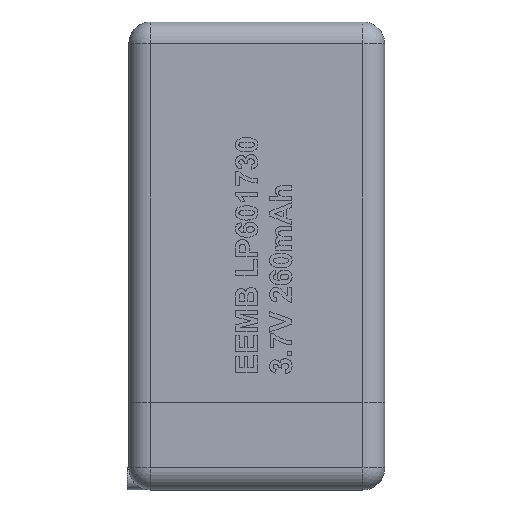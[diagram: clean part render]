
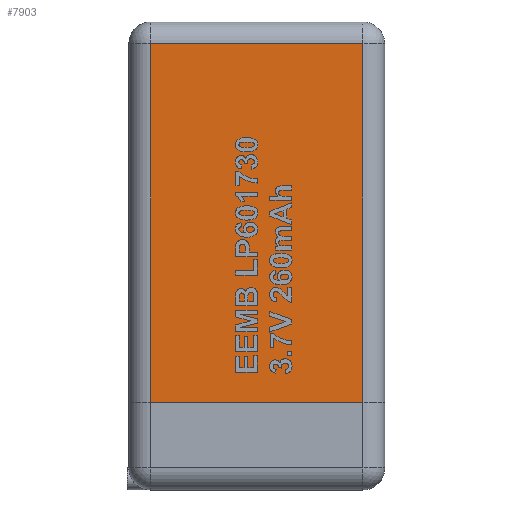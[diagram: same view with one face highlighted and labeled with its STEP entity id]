
A CAD part, top view. The second image highlights one B-rep face of the part: STEP entity #7903.
In plain terms, the highlighted planar face has unit normal (0, 0, 1).
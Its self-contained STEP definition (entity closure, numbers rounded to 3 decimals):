
#862=PLANE('',#8448);
#1052=LINE('',#9894,#1731);
#1060=LINE('',#9923,#1739);
#1063=LINE('',#9930,#1742);
#1066=LINE('',#9938,#1745);
#1731=VECTOR('',#8704,10.);
#1739=VECTOR('',#8738,10.);
#1742=VECTOR('',#8745,10.);
#1745=VECTOR('',#8754,10.);
#2438=FACE_OUTER_BOUND('',#2905,.T.);
#2905=EDGE_LOOP('',(#5485,#5486,#5487,#5488));
#3418=VERTEX_POINT('',#9882);
#3421=VERTEX_POINT('',#9892);
#3428=VERTEX_POINT('',#9914);
#3430=VERTEX_POINT('',#9926);
#4229=EDGE_CURVE('',#3421,#3418,#1052,.T.);
#4244=EDGE_CURVE('',#3418,#3428,#1060,.T.);
#4248=EDGE_CURVE('',#3428,#3430,#1063,.T.);
#4252=EDGE_CURVE('',#3421,#3430,#1066,.T.);
#5485=ORIENTED_EDGE('',*,*,#4248,.F.);
#5486=ORIENTED_EDGE('',*,*,#4244,.F.);
#5487=ORIENTED_EDGE('',*,*,#4229,.F.);
#5488=ORIENTED_EDGE('',*,*,#4252,.T.);
#7903=ADVANCED_FACE('',(#2438),#862,.T.);
#8448=AXIS2_PLACEMENT_3D('',#9937,#8752,#8753);
#8704=DIRECTION('',(0.,1.,0.));
#8738=DIRECTION('',(1.,0.,0.));
#8745=DIRECTION('',(0.,-1.,0.));
#8752=DIRECTION('center_axis',(0.,0.,1.));
#8753=DIRECTION('ref_axis',(1.,0.,0.));
#8754=DIRECTION('',(1.,0.,0.));
#9882=CARTESIAN_POINT('',(-7.25,14.5,6.5));
#9892=CARTESIAN_POINT('',(-7.25,-10.,6.5));
#9894=CARTESIAN_POINT('',(-7.25,9.5,6.5));
#9914=CARTESIAN_POINT('',(7.25,14.5,6.5));
#9923=CARTESIAN_POINT('',(4.375,14.5,6.5));
#9926=CARTESIAN_POINT('',(7.25,-10.,6.5));
#9930=CARTESIAN_POINT('',(7.25,-3.5,6.5));
#9937=CARTESIAN_POINT('Origin',(0.,3.,6.5));
#9938=CARTESIAN_POINT('',(8.75,-10.,6.5));
